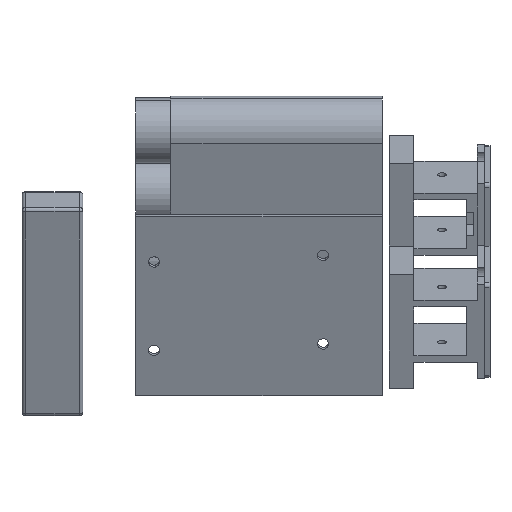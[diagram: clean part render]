
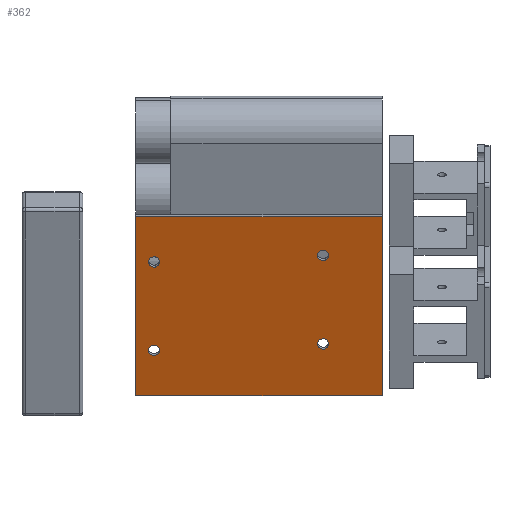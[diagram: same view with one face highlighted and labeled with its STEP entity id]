
A CAD part, left-side view. The second image highlights one B-rep face of the part: STEP entity #362.
In plain terms, the highlighted planar face has unit normal (-0.924, 0, -0.383).
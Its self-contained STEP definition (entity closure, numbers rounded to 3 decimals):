
#120=FACE_BOUND('',#807,.F.);
#121=FACE_BOUND('',#808,.F.);
#122=FACE_BOUND('',#809,.F.);
#123=FACE_BOUND('',#810,.F.);
#210=PLANE('',#4075);
#362=ADVANCED_FACE('',(#120,#121,#122,#123,#562),#210,.T.);
#562=FACE_OUTER_BOUND('',#811,.F.);
#807=EDGE_LOOP('',(#1576,#1577));
#808=EDGE_LOOP('',(#1578,#1579));
#809=EDGE_LOOP('',(#1580,#1581));
#810=EDGE_LOOP('',(#1582,#1583));
#811=EDGE_LOOP('',(#1584,#1585,#1586,#1587));
#1576=ORIENTED_EDGE('',*,*,#2583,.T.);
#1577=ORIENTED_EDGE('',*,*,#2610,.T.);
#1578=ORIENTED_EDGE('',*,*,#2587,.T.);
#1579=ORIENTED_EDGE('',*,*,#2611,.T.);
#1580=ORIENTED_EDGE('',*,*,#2591,.T.);
#1581=ORIENTED_EDGE('',*,*,#2612,.T.);
#1582=ORIENTED_EDGE('',*,*,#2595,.T.);
#1583=ORIENTED_EDGE('',*,*,#2613,.T.);
#1584=ORIENTED_EDGE('',*,*,#2608,.F.);
#1585=ORIENTED_EDGE('',*,*,#2605,.F.);
#1586=ORIENTED_EDGE('',*,*,#2602,.F.);
#1587=ORIENTED_EDGE('',*,*,#2599,.F.);
#2169=CIRCLE('',#4054,1.6);
#2171=CIRCLE('',#4056,1.6);
#2173=CIRCLE('',#4058,1.6);
#2175=CIRCLE('',#4060,1.6);
#2177=CIRCLE('',#4062,1.6);
#2178=CIRCLE('',#4063,1.6);
#2179=CIRCLE('',#4064,1.6);
#2180=CIRCLE('',#4065,1.6);
#2583=EDGE_CURVE('',#3605,#3606,#2169,.T.);
#2587=EDGE_CURVE('',#3601,#3602,#2171,.T.);
#2591=EDGE_CURVE('',#3597,#3598,#2173,.T.);
#2595=EDGE_CURVE('',#3593,#3594,#2175,.T.);
#2599=EDGE_CURVE('',#3591,#3589,#2984,.T.);
#2602=EDGE_CURVE('',#3589,#3587,#2987,.T.);
#2605=EDGE_CURVE('',#3587,#3585,#2990,.T.);
#2608=EDGE_CURVE('',#3585,#3591,#2993,.T.);
#2610=EDGE_CURVE('',#3606,#3605,#2177,.T.);
#2611=EDGE_CURVE('',#3602,#3601,#2178,.T.);
#2612=EDGE_CURVE('',#3598,#3597,#2179,.T.);
#2613=EDGE_CURVE('',#3594,#3593,#2180,.T.);
#2984=LINE('',#6091,#3289);
#2987=LINE('',#6094,#3292);
#2990=LINE('',#6097,#3295);
#2993=LINE('',#6100,#3298);
#3289=VECTOR('',#4961,70.);
#3292=VECTOR('',#4964,55.);
#3295=VECTOR('',#4967,70.);
#3298=VECTOR('',#4970,55.);
#3585=VERTEX_POINT('',#6051);
#3587=VERTEX_POINT('',#6053);
#3589=VERTEX_POINT('',#6055);
#3591=VERTEX_POINT('',#6057);
#3593=VERTEX_POINT('',#6059);
#3594=VERTEX_POINT('',#6060);
#3597=VERTEX_POINT('',#6063);
#3598=VERTEX_POINT('',#6064);
#3601=VERTEX_POINT('',#6067);
#3602=VERTEX_POINT('',#6068);
#3605=VERTEX_POINT('',#6071);
#3606=VERTEX_POINT('',#6072);
#4054=AXIS2_PLACEMENT_3D('',#6075,#4937,#4938);
#4056=AXIS2_PLACEMENT_3D('',#6079,#4943,#4944);
#4058=AXIS2_PLACEMENT_3D('',#6083,#4949,#4950);
#4060=AXIS2_PLACEMENT_3D('',#6087,#4955,#4956);
#4062=AXIS2_PLACEMENT_3D('',#6102,#4972,#4973);
#4063=AXIS2_PLACEMENT_3D('',#6103,#4974,#4975);
#4064=AXIS2_PLACEMENT_3D('',#6104,#4976,#4977);
#4065=AXIS2_PLACEMENT_3D('',#6105,#4978,#4979);
#4075=AXIS2_PLACEMENT_3D('',#6115,#4998,#4999);
#4937=DIRECTION('',(-0.924,0.,-0.383));
#4938=DIRECTION('',(0.,1.,0.));
#4943=DIRECTION('',(-0.924,0.,-0.383));
#4944=DIRECTION('',(0.,1.,0.));
#4949=DIRECTION('',(-0.924,0.,-0.383));
#4950=DIRECTION('',(0.,1.,0.));
#4955=DIRECTION('',(-0.924,0.,-0.383));
#4956=DIRECTION('',(0.,1.,0.));
#4961=DIRECTION('',(0.,-1.,0.));
#4964=DIRECTION('',(-0.383,0.,0.924));
#4967=DIRECTION('',(0.,1.,0.));
#4970=DIRECTION('',(0.383,0.,-0.924));
#4972=DIRECTION('',(-0.924,0.,-0.383));
#4973=DIRECTION('',(0.,-1.,0.));
#4974=DIRECTION('',(-0.924,0.,-0.383));
#4975=DIRECTION('',(0.,-1.,0.));
#4976=DIRECTION('',(-0.924,0.,-0.383));
#4977=DIRECTION('',(0.,-1.,0.));
#4978=DIRECTION('',(-0.924,0.,-0.383));
#4979=DIRECTION('',(0.,-1.,0.));
#4998=DIRECTION('',(-0.924,0.,-0.383));
#4999=DIRECTION('',(0.,1.,0.));
#6051=CARTESIAN_POINT('',(-51.223,1376.05,13.39));
#6053=CARTESIAN_POINT('',(-51.223,1306.05,13.39));
#6055=CARTESIAN_POINT('',(-30.176,1306.05,-37.424));
#6057=CARTESIAN_POINT('',(-30.176,1376.05,-37.424));
#6059=CARTESIAN_POINT('',(-35.488,1372.45,-24.599));
#6060=CARTESIAN_POINT('',(-35.488,1369.25,-24.599));
#6063=CARTESIAN_POINT('',(-46.662,1324.45,2.378));
#6064=CARTESIAN_POINT('',(-46.662,1321.25,2.378));
#6067=CARTESIAN_POINT('',(-36.253,1324.45,-22.752));
#6068=CARTESIAN_POINT('',(-36.253,1321.25,-22.752));
#6071=CARTESIAN_POINT('',(-45.897,1372.45,0.53));
#6072=CARTESIAN_POINT('',(-45.897,1369.25,0.53));
#6075=CARTESIAN_POINT('',(-45.897,1370.85,0.53));
#6079=CARTESIAN_POINT('',(-36.253,1322.85,-22.752));
#6083=CARTESIAN_POINT('',(-46.662,1322.85,2.378));
#6087=CARTESIAN_POINT('',(-35.488,1370.85,-24.599));
#6091=CARTESIAN_POINT('',(-30.176,1376.05,-37.424));
#6094=CARTESIAN_POINT('',(-30.176,1306.05,-37.424));
#6097=CARTESIAN_POINT('',(-51.223,1306.05,13.39));
#6100=CARTESIAN_POINT('',(-51.223,1376.05,13.39));
#6102=CARTESIAN_POINT('',(-45.897,1370.85,0.53));
#6103=CARTESIAN_POINT('',(-36.253,1322.85,-22.752));
#6104=CARTESIAN_POINT('',(-46.662,1322.85,2.378));
#6105=CARTESIAN_POINT('',(-35.488,1370.85,-24.599));
#6115=CARTESIAN_POINT('',(-52.563,1302.55,16.623));
